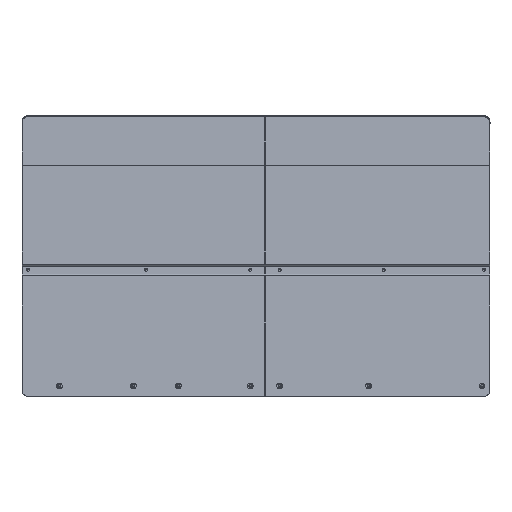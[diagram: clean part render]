
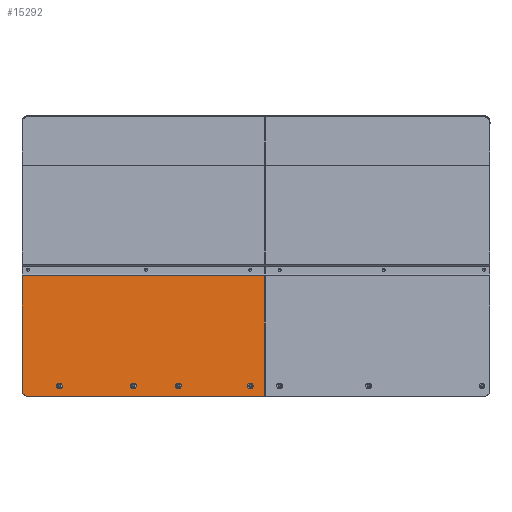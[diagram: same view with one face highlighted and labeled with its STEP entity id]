
A CAD part, front view. The second image highlights one B-rep face of the part: STEP entity #15292.
In plain terms, the highlighted planar face has unit normal (0, -0.998, 0.071).
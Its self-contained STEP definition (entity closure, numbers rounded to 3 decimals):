
#238=FACE_BOUND('',#2354,.T.);
#239=FACE_BOUND('',#2355,.T.);
#240=FACE_BOUND('',#2356,.T.);
#241=FACE_BOUND('',#2357,.T.);
#499=ELLIPSE('',#16763,5.013,5.);
#1405=FACE_OUTER_BOUND('',#2353,.T.);
#2353=EDGE_LOOP('',(#12858,#12859,#12860,#12861,#12862));
#2354=EDGE_LOOP('',(#12863));
#2355=EDGE_LOOP('',(#12864));
#2356=EDGE_LOOP('',(#12865));
#2357=EDGE_LOOP('',(#12866));
#3787=LINE('',#24965,#5332);
#3804=LINE('',#25005,#5349);
#3806=LINE('',#25011,#5351);
#3807=LINE('',#25012,#5352);
#5332=VECTOR('',#20219,10.);
#5349=VECTOR('',#20262,10.);
#5351=VECTOR('',#20268,10.);
#5352=VECTOR('',#20269,10.);
#6100=CIRCLE('',#16731,2.5);
#6101=CIRCLE('',#16733,2.5);
#6102=CIRCLE('',#16735,2.5);
#6103=CIRCLE('',#16737,2.5);
#7247=VERTEX_POINT('',#24915);
#7248=VERTEX_POINT('',#24919);
#7249=VERTEX_POINT('',#24923);
#7250=VERTEX_POINT('',#24927);
#7265=VERTEX_POINT('',#24962);
#7266=VERTEX_POINT('',#24964);
#7276=VERTEX_POINT('',#25004);
#7277=VERTEX_POINT('',#25008);
#7278=VERTEX_POINT('',#25010);
#9169=EDGE_CURVE('',#7247,#7247,#6100,.T.);
#9171=EDGE_CURVE('',#7248,#7248,#6101,.T.);
#9173=EDGE_CURVE('',#7249,#7249,#6102,.T.);
#9175=EDGE_CURVE('',#7250,#7250,#6103,.T.);
#9192=EDGE_CURVE('',#7265,#7266,#3787,.T.);
#9212=EDGE_CURVE('',#7266,#7276,#3804,.T.);
#9214=EDGE_CURVE('',#7265,#7277,#499,.T.);
#9215=EDGE_CURVE('',#7277,#7278,#3806,.T.);
#9216=EDGE_CURVE('',#7278,#7276,#3807,.T.);
#12858=ORIENTED_EDGE('',*,*,#9214,.T.);
#12859=ORIENTED_EDGE('',*,*,#9215,.T.);
#12860=ORIENTED_EDGE('',*,*,#9216,.T.);
#12861=ORIENTED_EDGE('',*,*,#9212,.F.);
#12862=ORIENTED_EDGE('',*,*,#9192,.F.);
#12863=ORIENTED_EDGE('',*,*,#9169,.T.);
#12864=ORIENTED_EDGE('',*,*,#9171,.T.);
#12865=ORIENTED_EDGE('',*,*,#9173,.T.);
#12866=ORIENTED_EDGE('',*,*,#9175,.T.);
#14543=PLANE('',#16762);
#15292=ADVANCED_FACE('',(#1405,#238,#239,#240,#241),#14543,.T.);
#16731=AXIS2_PLACEMENT_3D('',#24917,#20172,#20173);
#16733=AXIS2_PLACEMENT_3D('',#24921,#20177,#20178);
#16735=AXIS2_PLACEMENT_3D('',#24925,#20182,#20183);
#16737=AXIS2_PLACEMENT_3D('',#24929,#20187,#20188);
#16762=AXIS2_PLACEMENT_3D('',#25007,#20264,#20265);
#16763=AXIS2_PLACEMENT_3D('',#25009,#20266,#20267);
#20172=DIRECTION('center_axis',(0.,0.997,
-0.071));
#20173=DIRECTION('ref_axis',(1.,0.,0.));
#20177=DIRECTION('center_axis',(0.,0.997,
-0.071));
#20178=DIRECTION('ref_axis',(1.,0.,0.));
#20182=DIRECTION('center_axis',(0.,0.997,
-0.071));
#20183=DIRECTION('ref_axis',(1.,0.,0.));
#20187=DIRECTION('center_axis',(0.,0.997,
-0.071));
#20188=DIRECTION('ref_axis',(1.,0.,0.));
#20219=DIRECTION('',(0.,0.071,0.997));
#20262=DIRECTION('',(1.,0.,0.));
#20264=DIRECTION('center_axis',(0.,-0.997,
0.071));
#20265=DIRECTION('ref_axis',(0.,-0.071,
-0.997));
#20266=DIRECTION('center_axis',(0.,-0.997,
0.071));
#20267=DIRECTION('ref_axis',(0.,-0.071,-0.997));
#20268=DIRECTION('',(1.,0.,0.));
#20269=DIRECTION('',(0.,0.071,0.997));
#24915=CARTESIAN_POINT('',(20.,-23.031,-206.781));
#24917=CARTESIAN_POINT('Origin',(22.5,-23.031,-206.781));
#24919=CARTESIAN_POINT('',(84.,-23.024,-206.682));
#24921=CARTESIAN_POINT('Origin',(86.5,-23.024,-206.682));
#24923=CARTESIAN_POINT('',(123.,-23.024,-206.682));
#24925=CARTESIAN_POINT('Origin',(125.5,-23.024,-206.682));
#24927=CARTESIAN_POINT('',(185.,-23.024,-206.682));
#24929=CARTESIAN_POINT('Origin',(187.5,-23.024,-206.682));
#24962=CARTESIAN_POINT('',(-9.758,-23.304,-210.618));
#24964=CARTESIAN_POINT('',(-9.758,-16.243,-111.496));
#24965=CARTESIAN_POINT('',(-9.758,-14.898,-92.61));
#25004=CARTESIAN_POINT('',(200.205,-16.243,-111.496));
#25005=CARTESIAN_POINT('',(-23.168,-16.243,-111.496));
#25007=CARTESIAN_POINT('Origin',(80.314,-12.81,-63.304));
#25008=CARTESIAN_POINT('',(-4.758,-23.66,-215.618));
#25009=CARTESIAN_POINT('Origin',(-4.758,-23.304,-210.618));
#25010=CARTESIAN_POINT('',(200.205,-23.66,-215.618));
#25011=CARTESIAN_POINT('',(80.314,-23.66,-215.618));
#25012=CARTESIAN_POINT('',(200.205,-17.759,-132.773));
